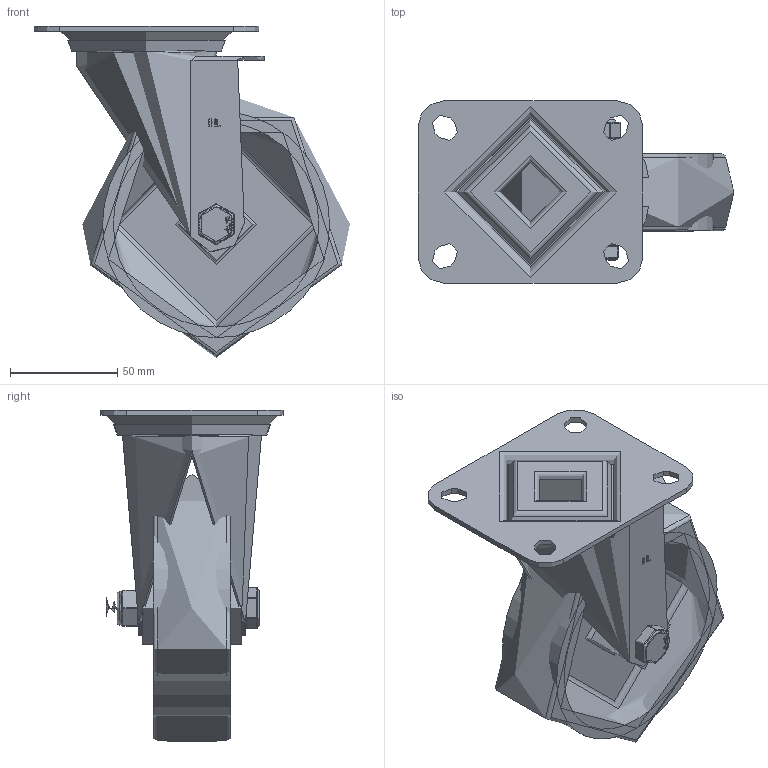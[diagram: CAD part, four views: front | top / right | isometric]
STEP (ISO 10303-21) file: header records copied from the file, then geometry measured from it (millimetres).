
FILE_DESCRIPTION(/* description */ ('','CAx-IF Rec.Pracs.---Representation and Presentation of Product Manufacturing Information (PMI)---4.0---2014-10-13'),/* implementation_level */ '2;1');
FILE_NAME(/* name */ 'SSMM125NPB.step',/* time_stamp */ '2024-12-18T11:12:09Z',/* author */ (''),/* organization */ (''),/* preprocessor_version */ 'ST-DEVELOPER v20',/* originating_system */ 'Autodesk Translation Framework v13.20.0.188',/* authorisation */ '');
FILE_SCHEMA (('AP242_MANAGED_MODEL_BASED_3D_ENGINEERING_MIM_LF { 1 0 10303 442 1 1 4 }'));
Length unit declared in the file: millimetre
Products named in the file (22): SSMM125NPB; BZMH125WNPRB v2; NYLON RIM; POLYURETHANE TYRE; ROLLER BEARING; NYLON CAGE (1); RIBS (1); Component22; CAP; SSMM125AS - 2 - 46 v1; SSMM125AS - 2 v2 (1); ZINC PLATED, PRESSED STEEL TOP PLATE (1); ZINC PLATED, PRESSED STEEL FORKS (1); BEARING SEAL (2); TUBEM15X45SS v1; STAINLESS STEEL AXLE TUBE; BOLTM10X65SS v2; STAINLESS STEEL BOLT; NYLOCM10A2 v1; STAINLESS STEEL NUT; RUBBER; NUT
Assembly tree (28 placements, depth 5):
  SSMM125NPB
    BZMH125WNPRB v2
      NYLON RIM
      POLYURETHANE TYRE
      ROLLER BEARING
        NYLON CAGE (1)
        RIBS (1)
          Component22  x8
      CAP
    SSMM125AS - 2 - 46 v1
      SSMM125AS - 2 v2 (1)
        ZINC PLATED, PRESSED STEEL TOP PLATE (1)
        ZINC PLATED, PRESSED STEEL FORKS (1)
        BEARING SEAL (2)
    TUBEM15X45SS v1
      STAINLESS STEEL AXLE TUBE
    BOLTM10X65SS v2
      STAINLESS STEEL BOLT
    NYLOCM10A2 v1
      STAINLESS STEEL NUT
        RUBBER
        NUT
Bounding box: 147.5 x 85 x 154.91 mm (x, y, z)
Volume: 323090.3 mm3; surface area: 148022.2 mm2
Topology: 19 solids, 19 shells, 448 faces, 1088 edges, 686 vertices
Faces by surface type: plane 197, cylinder 140, bspline 65, torus 19, sphere 18, cone 9
Full cylindrical faces by diameter (mm): 4 x8, 8.141 x13, 9.85 x15, 10 x3, 10.3 x3, 12 x2, 14.95 x1, 15 x1, 15.5 x3, 16 x1, 22.5 x1, 24 x1, 26.9 x1, 27 x1, 28 x1, 34 x5, 49 x1, 61 x1, 65 x1, 96 x2, 106 x2
Entity records: 19570 total; most frequent: CARTESIAN_POINT 9021, ORIENTED_EDGE 2134, DIRECTION 1987, EDGE_CURVE 1067, AXIS2_PLACEMENT_3D 725, VERTEX_POINT 672, LINE 537, VECTOR 537
